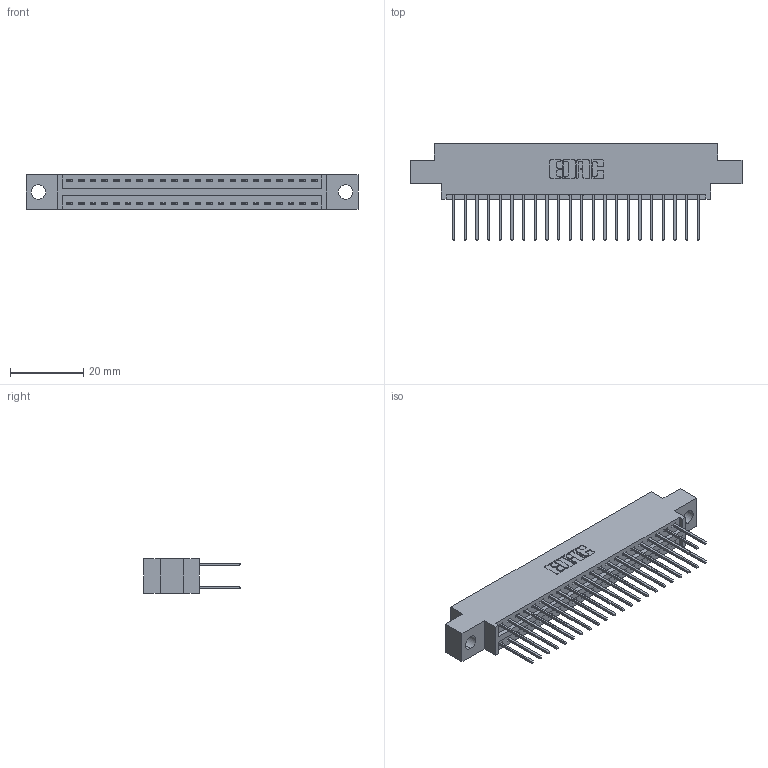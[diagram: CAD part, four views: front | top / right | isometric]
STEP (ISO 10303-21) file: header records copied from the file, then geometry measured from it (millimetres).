
FILE_DESCRIPTION (( 'STEP AP203' ), '1' );
FILE_NAME ('396-044-522-804.STEP', '2019-11-02T06:19:49', ( '' ), ( '' ), 'SwSTEP 2.0', 'SolidWorks 2016', '' );
FILE_SCHEMA (( 'CONFIG_CONTROL_DESIGN' ));
Length unit declared in the file: inch
Products named in the file (3): 346 Part_0.170 Offset - 0.156 Dia-TH; 345-292-001_345-293-122; 396-044-522-804
Assembly tree (45 placements, depth 2):
  396-044-522-804
    346 Part_0.170 Offset - 0.156 Dia-TH
    345-292-001_345-293-122  x44
Bounding box: 90.42 x 26.42 x 9.4 mm (x, y, z)
Volume: 8532.4 mm3; surface area: 11929.6 mm2
Topology: 45 solids, 45 shells, 2414 faces, 7161 edges, 4714 vertices
Faces by surface type: plane 1620, cylinder 794
Entity records: 17203 total; most frequent: CARTESIAN_POINT 2864, ORIENTED_EDGE 2798, DIRECTION 2575, EDGE_CURVE 1399, LINE 1179, VECTOR 1179, VERTEX_POINT 930, AXIS2_PLACEMENT_3D 698
